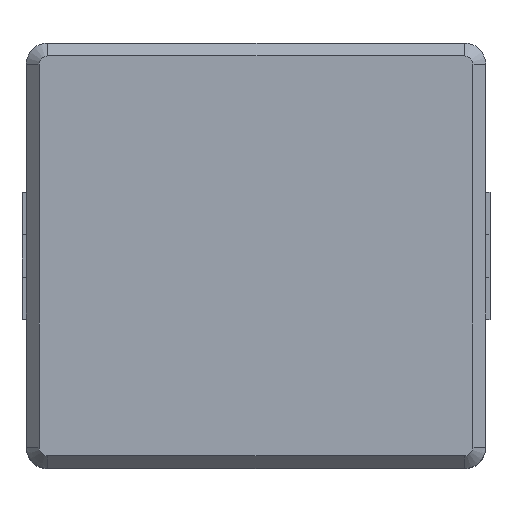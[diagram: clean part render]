
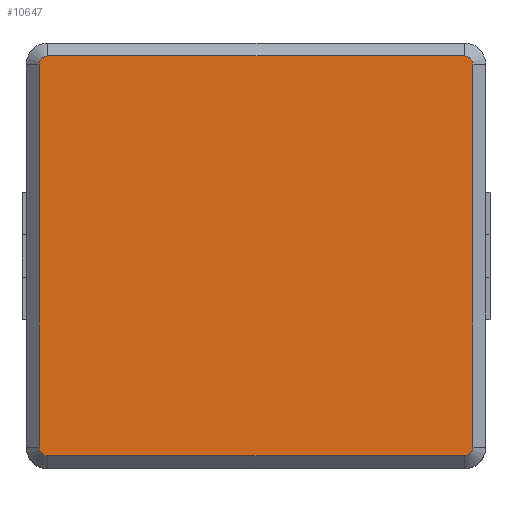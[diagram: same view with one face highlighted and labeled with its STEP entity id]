
A CAD part, top view. The second image highlights one B-rep face of the part: STEP entity #10647.
In plain terms, the highlighted planar face has unit normal (0, 0, 1).
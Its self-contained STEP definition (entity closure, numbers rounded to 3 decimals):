
#279 = EDGE_CURVE ( 'NONE', #5745, #9824, #8131, .T. ) ;
#504 = AXIS2_PLACEMENT_3D ( 'NONE', #9928, #8849, #5679 ) ;
#1178 = DIRECTION ( 'NONE',  ( 1., 0., 0. ) ) ;
#1395 = VERTEX_POINT ( 'NONE', #9018 ) ;
#1505 = AXIS2_PLACEMENT_3D ( 'NONE', #7971, #6883, #3046 ) ;
#1610 = VECTOR ( 'NONE', #11074, 1000. ) ;
#1629 = DIRECTION ( 'NONE',  ( 0., 0., 1. ) ) ;
#1857 = CARTESIAN_POINT ( 'NONE',  ( -4.9, 4.7, 4. ) ) ;
#2161 = ORIENTED_EDGE ( 'NONE', *, *, #10746, .T. ) ;
#2566 = ORIENTED_EDGE ( 'NONE', *, *, #11375, .T. ) ;
#2601 = EDGE_CURVE ( 'NONE', #4296, #7208, #3937, .T. ) ;
#2911 = DIRECTION ( 'NONE',  ( 0., 0., 1. ) ) ;
#2953 = VECTOR ( 'NONE', #1178, 1000. ) ;
#3046 = DIRECTION ( 'NONE',  ( 1., 0., 0. ) ) ;
#3132 = VERTEX_POINT ( 'NONE', #6315 ) ;
#3225 = ORIENTED_EDGE ( 'NONE', *, *, #9926, .T. ) ;
#3581 = FACE_OUTER_BOUND ( 'NONE', #12467, .T. ) ;
#3937 = CIRCLE ( 'NONE', #504, 0.2 ) ;
#4267 = CARTESIAN_POINT ( 'NONE',  ( -5.1, -4.5, 4. ) ) ;
#4296 = VERTEX_POINT ( 'NONE', #11651 ) ;
#4362 = DIRECTION ( 'NONE',  ( 1., 0., 0. ) ) ;
#5679 = DIRECTION ( 'NONE',  ( 1., 0., 0. ) ) ;
#5745 = VERTEX_POINT ( 'NONE', #10703 ) ;
#5876 = CIRCLE ( 'NONE', #11012, 0.2 ) ;
#6315 = CARTESIAN_POINT ( 'NONE',  ( -4.9, -4.7, 4. ) ) ;
#6611 = ORIENTED_EDGE ( 'NONE', *, *, #8841, .T. ) ;
#6883 = DIRECTION ( 'NONE',  ( 0., 0., 1. ) ) ;
#6931 = AXIS2_PLACEMENT_3D ( 'NONE', #9719, #1629, #4362 ) ;
#6949 = DIRECTION ( 'NONE',  ( 1., 0., 0. ) ) ;
#7208 = VERTEX_POINT ( 'NONE', #11467 ) ;
#7683 = ORIENTED_EDGE ( 'NONE', *, *, #9281, .T. ) ;
#7722 = ORIENTED_EDGE ( 'NONE', *, *, #2601, .T. ) ;
#7900 = DIRECTION ( 'NONE',  ( 1., 0., 0. ) ) ;
#7971 = CARTESIAN_POINT ( 'NONE',  ( 4.9, -4.5, 4. ) ) ;
#8131 = CIRCLE ( 'NONE', #1505, 0.2 ) ;
#8331 = DIRECTION ( 'NONE',  ( 0., -1., 0. ) ) ;
#8702 = DIRECTION ( 'NONE',  ( 0., 0., 1. ) ) ;
#8841 = EDGE_CURVE ( 'NONE', #7208, #12547, #10430, .T. ) ;
#8849 = DIRECTION ( 'NONE',  ( 0., 0., 1. ) ) ;
#8855 = VECTOR ( 'NONE', #8331, 1000. ) ;
#9018 = CARTESIAN_POINT ( 'NONE',  ( 5.1, 4.5, 4. ) ) ;
#9281 = EDGE_CURVE ( 'NONE', #10543, #4296, #10940, .T. ) ;
#9333 = AXIS2_PLACEMENT_3D ( 'NONE', #12885, #2911, #6949 ) ;
#9462 = CARTESIAN_POINT ( 'NONE',  ( 5.1, 4.5, 4. ) ) ;
#9671 = ORIENTED_EDGE ( 'NONE', *, *, #12107, .T. ) ;
#9719 = CARTESIAN_POINT ( 'NONE',  ( 0., 0., 4. ) ) ;
#9824 = VERTEX_POINT ( 'NONE', #10452 ) ;
#9926 = EDGE_CURVE ( 'NONE', #12547, #3132, #5876, .T. ) ;
#9928 = CARTESIAN_POINT ( 'NONE',  ( -4.9, 4.5, 4. ) ) ;
#9970 = CARTESIAN_POINT ( 'NONE',  ( 4.9, 4.7, 4. ) ) ;
#10327 = CARTESIAN_POINT ( 'NONE',  ( -5.1, -4.5, 4. ) ) ;
#10349 = LINE ( 'NONE', #10605, #2953 ) ;
#10430 = LINE ( 'NONE', #4267, #8855 ) ;
#10444 = VECTOR ( 'NONE', #10598, 1000. ) ;
#10452 = CARTESIAN_POINT ( 'NONE',  ( 5.1, -4.5, 4. ) ) ;
#10543 = VERTEX_POINT ( 'NONE', #9970 ) ;
#10598 = DIRECTION ( 'NONE',  ( 0., 1., 0. ) ) ;
#10605 = CARTESIAN_POINT ( 'NONE',  ( 4.9, -4.7, 4. ) ) ;
#10647 = ADVANCED_FACE ( 'NONE', ( #3581 ), #12619, .T. ) ;
#10703 = CARTESIAN_POINT ( 'NONE',  ( 4.9, -4.7, 4. ) ) ;
#10721 = CARTESIAN_POINT ( 'NONE',  ( -4.9, -4.5, 4. ) ) ;
#10746 = EDGE_CURVE ( 'NONE', #1395, #10543, #11629, .T. ) ;
#10940 = LINE ( 'NONE', #1857, #1610 ) ;
#11012 = AXIS2_PLACEMENT_3D ( 'NONE', #10721, #8702, #7900 ) ;
#11074 = DIRECTION ( 'NONE',  ( -1., 0., 0. ) ) ;
#11375 = EDGE_CURVE ( 'NONE', #3132, #5745, #10349, .T. ) ;
#11467 = CARTESIAN_POINT ( 'NONE',  ( -5.1, 4.5, 4. ) ) ;
#11584 = LINE ( 'NONE', #9462, #10444 ) ;
#11629 = CIRCLE ( 'NONE', #9333, 0.2 ) ;
#11651 = CARTESIAN_POINT ( 'NONE',  ( -4.9, 4.7, 4. ) ) ;
#11684 = ORIENTED_EDGE ( 'NONE', *, *, #279, .T. ) ;
#12107 = EDGE_CURVE ( 'NONE', #9824, #1395, #11584, .T. ) ;
#12467 = EDGE_LOOP ( 'NONE', ( #7683, #7722, #6611, #3225, #2566, #11684, #9671, #2161 ) ) ;
#12547 = VERTEX_POINT ( 'NONE', #10327 ) ;
#12619 = PLANE ( 'NONE',  #6931 ) ;
#12885 = CARTESIAN_POINT ( 'NONE',  ( 4.9, 4.5, 4. ) ) ;
